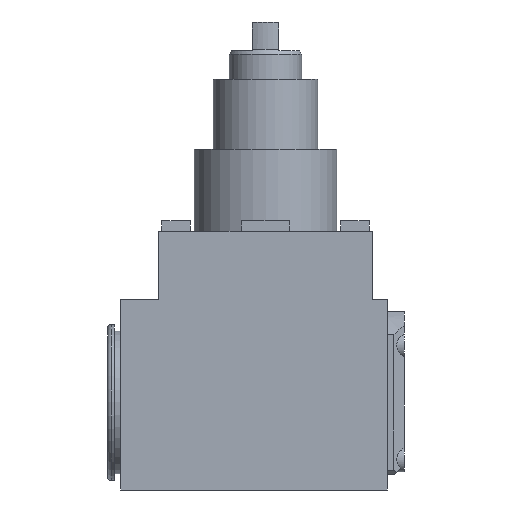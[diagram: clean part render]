
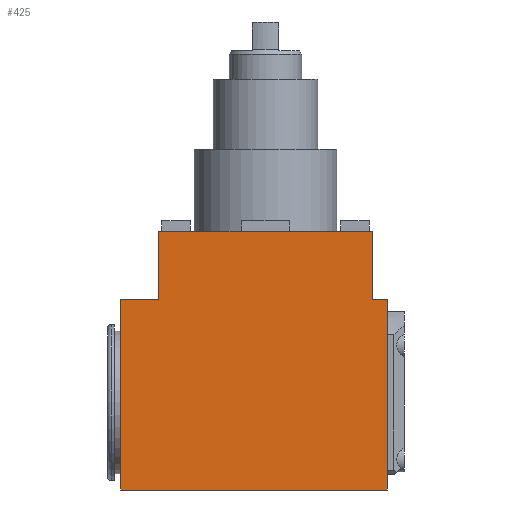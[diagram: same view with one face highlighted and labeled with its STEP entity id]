
A CAD part, front view. The second image highlights one B-rep face of the part: STEP entity #425.
In plain terms, the highlighted planar face has unit normal (0, -1, 0).
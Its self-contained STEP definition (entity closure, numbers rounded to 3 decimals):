
#75=LINE('',#2246,#188);
#85=LINE('',#2266,#198);
#86=LINE('',#2268,#199);
#87=LINE('',#2270,#200);
#88=LINE('',#2272,#201);
#89=LINE('',#2274,#202);
#90=LINE('',#2276,#203);
#91=LINE('',#2278,#204);
#188=VECTOR('',#1717,1.);
#198=VECTOR('',#1731,1.);
#199=VECTOR('',#1734,1.);
#200=VECTOR('',#1735,1.);
#201=VECTOR('',#1736,1.);
#202=VECTOR('',#1737,1.);
#203=VECTOR('',#1738,1.);
#204=VECTOR('',#1739,1.);
#296=PLANE('',#1484);
#349=FACE_OUTER_BOUND('',#600,.T.);
#425=ADVANCED_FACE('',(#349),#296,.F.);
#600=EDGE_LOOP('',(#782,#783,#784,#785,#786,#787,#788,#789));
#782=ORIENTED_EDGE('',*,*,#1232,.F.);
#783=ORIENTED_EDGE('',*,*,#1242,.F.);
#784=ORIENTED_EDGE('',*,*,#1243,.F.);
#785=ORIENTED_EDGE('',*,*,#1244,.F.);
#786=ORIENTED_EDGE('',*,*,#1245,.F.);
#787=ORIENTED_EDGE('',*,*,#1246,.F.);
#788=ORIENTED_EDGE('',*,*,#1247,.F.);
#789=ORIENTED_EDGE('',*,*,#1248,.F.);
#1095=VERTEX_POINT('',#2245);
#1096=VERTEX_POINT('',#2247);
#1103=VERTEX_POINT('',#2265);
#1104=VERTEX_POINT('',#2269);
#1105=VERTEX_POINT('',#2271);
#1106=VERTEX_POINT('',#2273);
#1107=VERTEX_POINT('',#2275);
#1108=VERTEX_POINT('',#2277);
#1232=EDGE_CURVE('',#1095,#1096,#75,.T.);
#1242=EDGE_CURVE('',#1103,#1095,#85,.T.);
#1243=EDGE_CURVE('',#1104,#1103,#86,.T.);
#1244=EDGE_CURVE('',#1105,#1104,#87,.T.);
#1245=EDGE_CURVE('',#1106,#1105,#88,.T.);
#1246=EDGE_CURVE('',#1107,#1106,#89,.T.);
#1247=EDGE_CURVE('',#1108,#1107,#90,.T.);
#1248=EDGE_CURVE('',#1096,#1108,#91,.T.);
#1484=AXIS2_PLACEMENT_3D('',#2279,#1740,#1741);
#1717=DIRECTION('',(0.,0.,1.));
#1731=DIRECTION('',(-1.,0.,0.));
#1734=DIRECTION('',(0.,0.,-1.));
#1735=DIRECTION('',(1.,0.,0.));
#1736=DIRECTION('',(0.,0.,-1.));
#1737=DIRECTION('',(1.,0.,0.));
#1738=DIRECTION('',(0.,0.,1.));
#1739=DIRECTION('',(1.,0.,0.));
#1740=DIRECTION('',(0.,1.,0.));
#1741=DIRECTION('',(0.,0.,1.));
#2245=CARTESIAN_POINT('',(-76.,-56.,-136.));
#2246=CARTESIAN_POINT('',(-76.,-56.,-36.));
#2247=CARTESIAN_POINT('',(-76.,-56.,-36.));
#2265=CARTESIAN_POINT('',(64.,-56.,-136.));
#2266=CARTESIAN_POINT('',(64.,-56.,-136.));
#2268=CARTESIAN_POINT('',(64.,-56.,-36.));
#2269=CARTESIAN_POINT('',(64.,-56.,-36.));
#2270=CARTESIAN_POINT('',(56.,-56.,-36.));
#2271=CARTESIAN_POINT('',(56.,-56.,-36.));
#2272=CARTESIAN_POINT('',(56.,-56.,-36.));
#2273=CARTESIAN_POINT('',(56.,-56.,0.));
#2274=CARTESIAN_POINT('',(-56.,-56.,0.));
#2275=CARTESIAN_POINT('',(-56.,-56.,0.));
#2276=CARTESIAN_POINT('',(-56.,-56.,0.));
#2277=CARTESIAN_POINT('',(-56.,-56.,-36.));
#2278=CARTESIAN_POINT('',(-76.,-56.,-36.));
#2279=CARTESIAN_POINT('',(0.,-56.,0.));
